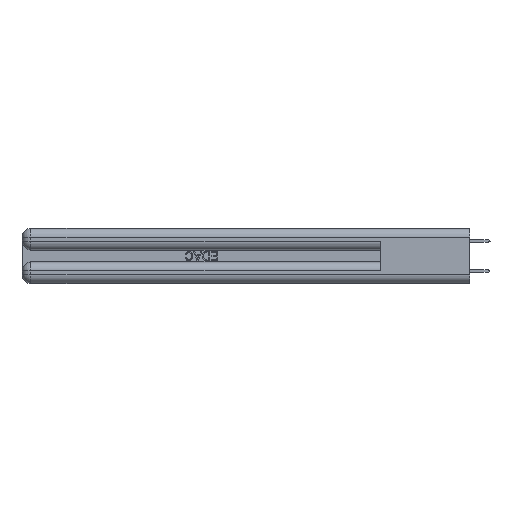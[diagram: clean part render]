
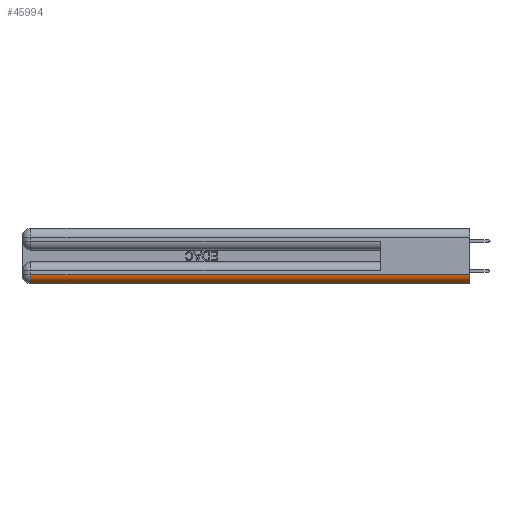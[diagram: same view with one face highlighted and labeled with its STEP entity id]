
A CAD part, left-side view. The second image highlights one B-rep face of the part: STEP entity #45994.
In plain terms, the highlighted cylindrical face has radius 1.524 mm (diameter 3.048 mm), a partial arc.
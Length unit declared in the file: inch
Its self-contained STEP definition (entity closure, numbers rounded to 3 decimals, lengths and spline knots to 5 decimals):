
#1257 = EDGE_CURVE ( 'NONE', #18976, #39601, #15596, .T. ) ;
#1307 = ORIENTED_EDGE ( 'NONE', *, *, #5557, .F. ) ;
#2727 = ORIENTED_EDGE ( 'NONE', *, *, #41002, .F. ) ;
#3387 = DIRECTION ( 'NONE',  ( 0., 0., 1. ) ) ;
#5557 = EDGE_CURVE ( 'NONE', #46917, #21966, #38840, .T. ) ;
#6039 = CARTESIAN_POINT ( 'NONE',  ( 0.06, 3., 0. ) ) ;
#6765 = FACE_OUTER_BOUND ( 'NONE', #36543, .T. ) ;
#7711 = CARTESIAN_POINT ( 'NONE',  ( 0., 0., 0.06 ) ) ;
#9892 = AXIS2_PLACEMENT_3D ( 'NONE', #17304, #25445, #46297 ) ;
#11900 = VECTOR ( 'NONE', #20629, 39.37008 ) ;
#15375 = CARTESIAN_POINT ( 'NONE',  ( 0.06, 2.94, 0. ) ) ;
#15596 = LINE ( 'NONE', #7711, #30874 ) ;
#16128 = CARTESIAN_POINT ( 'NONE',  ( 0.06, 0., 0. ) ) ;
#17304 = CARTESIAN_POINT ( 'NONE',  ( 0.06, 2.94, 0.06 ) ) ;
#17319 = ORIENTED_EDGE ( 'NONE', *, *, #1257, .F. ) ;
#17391 = AXIS2_PLACEMENT_3D ( 'NONE', #46301, #39573, #24735 ) ;
#17522 = CYLINDRICAL_SURFACE ( 'NONE', #36081, 0.06 ) ;
#18976 = VERTEX_POINT ( 'NONE', #32128 ) ;
#20475 = EDGE_CURVE ( 'NONE', #39601, #46917, #43417, .T. ) ;
#20629 = DIRECTION ( 'NONE',  ( 0., 1., 0. ) ) ;
#21966 = VERTEX_POINT ( 'NONE', #15375 ) ;
#24735 = DIRECTION ( 'NONE',  ( 0., 0., 1. ) ) ;
#25203 = DIRECTION ( 'NONE',  ( 0., 1., 0. ) ) ;
#25445 = DIRECTION ( 'NONE',  ( 0., 1., 0. ) ) ;
#29011 = CIRCLE ( 'NONE', #9892, 0.06 ) ;
#29030 = CARTESIAN_POINT ( 'NONE',  ( 0.06, 0., 0.06 ) ) ;
#30455 = DIRECTION ( 'NONE',  ( 0., -1., 0. ) ) ;
#30874 = VECTOR ( 'NONE', #30455, 39.37008 ) ;
#32128 = CARTESIAN_POINT ( 'NONE',  ( 0., 2.94, 0.06 ) ) ;
#36081 = AXIS2_PLACEMENT_3D ( 'NONE', #29030, #25203, #3387 ) ;
#36543 = EDGE_LOOP ( 'NONE', ( #46863, #17319, #2727, #1307 ) ) ;
#38840 = LINE ( 'NONE', #6039, #11900 ) ;
#39573 = DIRECTION ( 'NONE',  ( 0., -1., 0. ) ) ;
#39601 = VERTEX_POINT ( 'NONE', #40129 ) ;
#40129 = CARTESIAN_POINT ( 'NONE',  ( 0., 0., 0.06 ) ) ;
#41002 = EDGE_CURVE ( 'NONE', #21966, #18976, #29011, .T. ) ;
#43417 = CIRCLE ( 'NONE', #17391, 0.06 ) ;
#45994 = ADVANCED_FACE ( 'NONE', ( #6765 ), #17522, .T. ) ;
#46297 = DIRECTION ( 'NONE',  ( 0., 0., 1. ) ) ;
#46301 = CARTESIAN_POINT ( 'NONE',  ( 0.06, 0., 0.06 ) ) ;
#46863 = ORIENTED_EDGE ( 'NONE', *, *, #20475, .F. ) ;
#46917 = VERTEX_POINT ( 'NONE', #16128 ) ;
